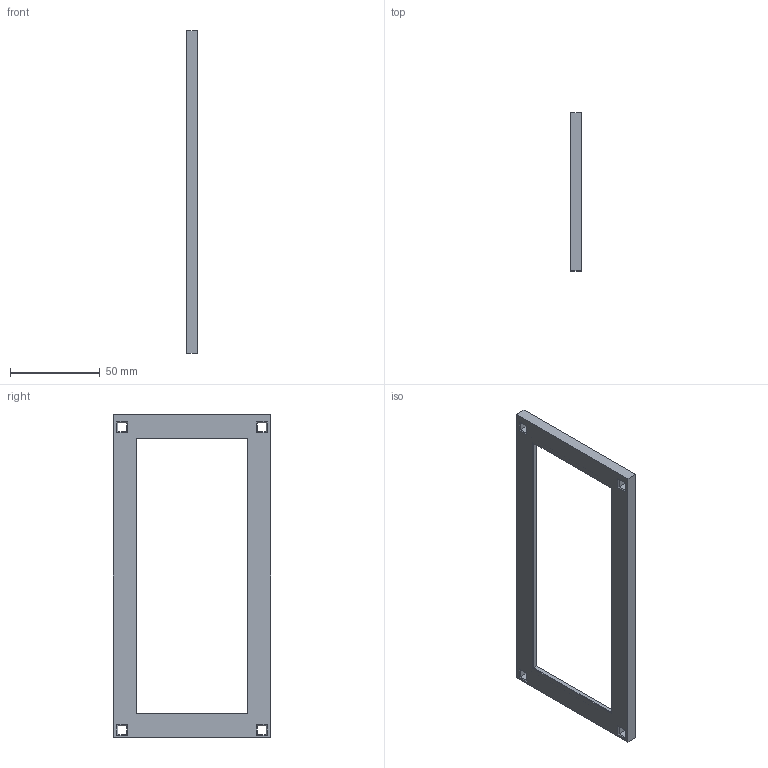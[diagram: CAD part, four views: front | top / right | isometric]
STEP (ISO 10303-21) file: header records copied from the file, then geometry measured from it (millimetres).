
FILE_DESCRIPTION (( 'STEP AP214' ), '1' );
FILE_NAME ('Rack_Ear_Desktop.STEP', '2019-12-14T02:30:17', ( '' ), ( '' ), 'SwSTEP 2.0', 'SolidWorks 2019', '' );
FILE_SCHEMA (( 'AUTOMOTIVE_DESIGN' ));
Length unit declared in the file: millimetre
Products named in the file (1): Rack_Ear_Desktop
Bounding box: 6 x 88 x 180 mm (x, y, z)
Volume: 29948.5 mm3; surface area: 18779.8 mm2
Topology: 1 solids, 1 shells, 47 faces, 116 edges, 72 vertices
Faces by surface type: plane 47
Entity records: 1396 total; most frequent: CARTESIAN_POINT 236, ORIENTED_EDGE 232, DIRECTION 212, VECTOR 116, EDGE_CURVE 116, LINE 116, VERTEX_POINT 72, EDGE_LOOP 58
